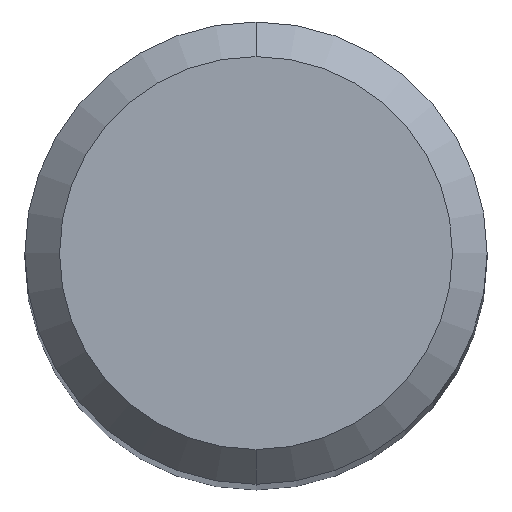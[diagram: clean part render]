
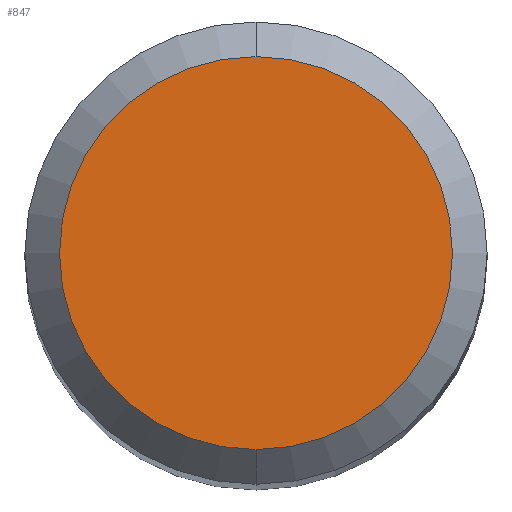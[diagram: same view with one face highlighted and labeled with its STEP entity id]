
A CAD part, top view. The second image highlights one B-rep face of the part: STEP entity #847.
In plain terms, the highlighted planar face has unit normal (0, 0, 1).
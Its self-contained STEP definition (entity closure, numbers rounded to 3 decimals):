
#513=EDGE_CURVE('',#569,#565,#1206,.T.);
#565=VERTEX_POINT('',#1263);
#569=VERTEX_POINT('',#1267);
#847=ADVANCED_FACE('',(#1565),#1566,.T.);
#903=EDGE_CURVE('',#565,#569,#1629,.T.);
#1206=CIRCLE('',#2444,1.7);
#1263=CARTESIAN_POINT('',(0.0,1.7,0.0));
#1267=CARTESIAN_POINT('',(0.,-1.7,0.0));
#1565=FACE_OUTER_BOUND('',#4006,.T.);
#1566=PLANE('',#4007);
#1629=CIRCLE('',#4462,1.7);
#2444=AXIS2_PLACEMENT_3D('',#5511,#5512,#5513);
#4006=EDGE_LOOP('',(#5807,#5808));
#4007=AXIS2_PLACEMENT_3D('',#5809,#5810,#5811);
#4462=AXIS2_PLACEMENT_3D('',#5878,#5879,#5880);
#5511=CARTESIAN_POINT('',(0.0,0.0,0.0));
#5512=DIRECTION('',(0.0,0.0,-1.0));
#5513=DIRECTION('',(0.0,1.0,0.0));
#5807=ORIENTED_EDGE('',*,*,#903,.F.);
#5808=ORIENTED_EDGE('',*,*,#513,.F.);
#5809=CARTESIAN_POINT('',(0.0,0.85,0.0));
#5810=DIRECTION('',(-0.0,0.0,1.0));
#5811=DIRECTION('',(0.0,-1.0,0.0));
#5878=CARTESIAN_POINT('',(0.0,0.0,0.0));
#5879=DIRECTION('',(0.0,0.0,-1.0));
#5880=DIRECTION('',(0.0,1.0,0.0));
